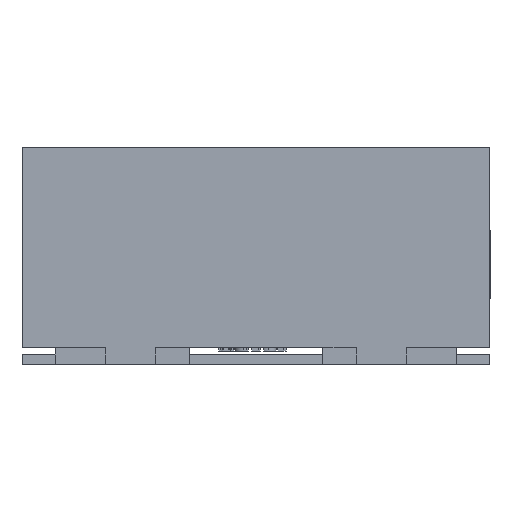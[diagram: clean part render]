
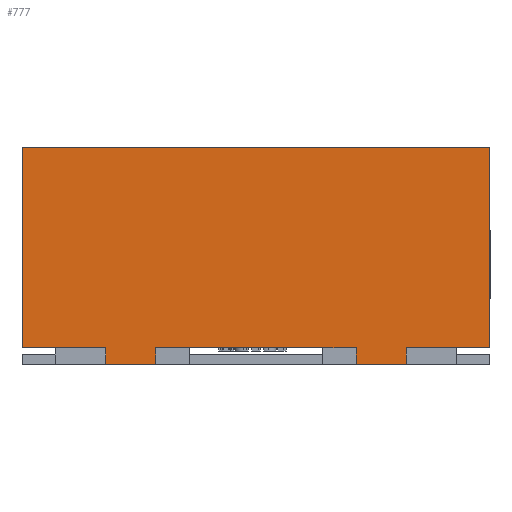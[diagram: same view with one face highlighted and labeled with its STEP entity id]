
A CAD part, front view. The second image highlights one B-rep face of the part: STEP entity #777.
In plain terms, the highlighted planar face has unit normal (0, -1, 0).
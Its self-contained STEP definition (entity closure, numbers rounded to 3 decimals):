
#163 = DIRECTION ( 'NONE',  ( 0., 0., 1. ) ) ;
#674 = EDGE_CURVE ( 'NONE', #1330, #2920, #6483, .T. ) ;
#777 = ADVANCED_FACE ( 'NONE', ( #10755 ), #6756, .T. ) ;
#808 = DIRECTION ( 'NONE',  ( 0., 0., 1. ) ) ;
#1074 = VERTEX_POINT ( 'NONE', #8409 ) ;
#1251 = ORIENTED_EDGE ( 'NONE', *, *, #5400, .F. ) ;
#1330 = VERTEX_POINT ( 'NONE', #12047 ) ;
#1607 = VERTEX_POINT ( 'NONE', #12456 ) ;
#1671 = VECTOR ( 'NONE', #13647, 1000. ) ;
#1762 = VECTOR ( 'NONE', #16487, 1000. ) ;
#1988 = EDGE_CURVE ( 'NONE', #3739, #14819, #2028, .T. ) ;
#2028 = LINE ( 'NONE', #12893, #11129 ) ;
#2086 = LINE ( 'NONE', #12952, #12925 ) ;
#2113 = EDGE_CURVE ( 'NONE', #4735, #2920, #2118, .T. ) ;
#2118 = LINE ( 'NONE', #15846, #2340 ) ;
#2267 = VECTOR ( 'NONE', #163, 1000. ) ;
#2340 = VECTOR ( 'NONE', #10382, 1000. ) ;
#2557 = DIRECTION ( 'NONE',  ( 1., 0., 0. ) ) ;
#2572 = VERTEX_POINT ( 'NONE', #7734 ) ;
#2719 = EDGE_CURVE ( 'NONE', #2572, #3739, #12362, .T. ) ;
#2920 = VERTEX_POINT ( 'NONE', #6811 ) ;
#3011 = ORIENTED_EDGE ( 'NONE', *, *, #674, .F. ) ;
#3029 = DIRECTION ( 'NONE',  ( 0., 0., 1. ) ) ;
#3043 = ORIENTED_EDGE ( 'NONE', *, *, #15644, .F. ) ;
#3511 = ORIENTED_EDGE ( 'NONE', *, *, #14734, .F. ) ;
#3739 = VERTEX_POINT ( 'NONE', #15728 ) ;
#3814 = EDGE_CURVE ( 'NONE', #5132, #14819, #4262, .T. ) ;
#4262 = LINE ( 'NONE', #13722, #8290 ) ;
#4735 = VERTEX_POINT ( 'NONE', #6871 ) ;
#5132 = VERTEX_POINT ( 'NONE', #11348 ) ;
#5270 = DIRECTION ( 'NONE',  ( 0., 0., 1. ) ) ;
#5400 = EDGE_CURVE ( 'NONE', #5132, #1607, #2086, .T. ) ;
#5517 = LINE ( 'NONE', #10928, #2267 ) ;
#5595 = CARTESIAN_POINT ( 'NONE',  ( -0.45, -0.95, -0.65 ) ) ;
#6019 = VERTEX_POINT ( 'NONE', #11215 ) ;
#6250 = AXIS2_PLACEMENT_3D ( 'NONE', #13639, #9428, #8187 ) ;
#6337 = EDGE_CURVE ( 'NONE', #2572, #4735, #5517, .T. ) ;
#6461 = VERTEX_POINT ( 'NONE', #9493 ) ;
#6483 = LINE ( 'NONE', #17498, #17389 ) ;
#6756 = PLANE ( 'NONE',  #6250 ) ;
#6811 = CARTESIAN_POINT ( 'NONE',  ( 0.3, -0.95, -0.6 ) ) ;
#6868 = ORIENTED_EDGE ( 'NONE', *, *, #14370, .T. ) ;
#6871 = CARTESIAN_POINT ( 'NONE',  ( -0.3, -0.95, -0.6 ) ) ;
#7039 = LINE ( 'NONE', #15006, #7630 ) ;
#7630 = VECTOR ( 'NONE', #8391, 1000. ) ;
#7734 = CARTESIAN_POINT ( 'NONE',  ( -0.3, -0.95, -0.65 ) ) ;
#8187 = DIRECTION ( 'NONE',  ( 1., 0., 0. ) ) ;
#8194 = CARTESIAN_POINT ( 'NONE',  ( 0.7, -0.95, -0.6 ) ) ;
#8290 = VECTOR ( 'NONE', #14798, 1000. ) ;
#8391 = DIRECTION ( 'NONE',  ( -1., 0., 0. ) ) ;
#8409 = CARTESIAN_POINT ( 'NONE',  ( 0.45, -0.95, -0.65 ) ) ;
#8485 = ORIENTED_EDGE ( 'NONE', *, *, #9772, .T. ) ;
#8519 = VECTOR ( 'NONE', #16661, 1000. ) ;
#9428 = DIRECTION ( 'NONE',  ( 0., -1., 0. ) ) ;
#9436 = VERTEX_POINT ( 'NONE', #10807 ) ;
#9493 = CARTESIAN_POINT ( 'NONE',  ( 0.45, -0.95, -0.6 ) ) ;
#9517 = LINE ( 'NONE', #15243, #16876 ) ;
#9598 = ORIENTED_EDGE ( 'NONE', *, *, #6337, .T. ) ;
#9772 = EDGE_CURVE ( 'NONE', #6461, #6019, #16342, .T. ) ;
#10376 = LINE ( 'NONE', #10643, #17511 ) ;
#10382 = DIRECTION ( 'NONE',  ( 1., 0., 0. ) ) ;
#10643 = CARTESIAN_POINT ( 'NONE',  ( 0.7, -0.95, 0. ) ) ;
#10755 = FACE_OUTER_BOUND ( 'NONE', #16131, .T. ) ;
#10774 = ORIENTED_EDGE ( 'NONE', *, *, #11855, .T. ) ;
#10807 = CARTESIAN_POINT ( 'NONE',  ( 0.7, -0.95, 0. ) ) ;
#10928 = CARTESIAN_POINT ( 'NONE',  ( -0.3, -0.95, -0.65 ) ) ;
#11129 = VECTOR ( 'NONE', #15586, 1000. ) ;
#11188 = CARTESIAN_POINT ( 'NONE',  ( 0.45, -0.95, -0.65 ) ) ;
#11215 = CARTESIAN_POINT ( 'NONE',  ( 0.7, -0.95, -0.6 ) ) ;
#11348 = CARTESIAN_POINT ( 'NONE',  ( -0.7, -0.95, -0.6 ) ) ;
#11855 = EDGE_CURVE ( 'NONE', #6019, #9436, #9517, .T. ) ;
#12007 = ORIENTED_EDGE ( 'NONE', *, *, #2719, .F. ) ;
#12047 = CARTESIAN_POINT ( 'NONE',  ( 0.3, -0.95, -0.65 ) ) ;
#12362 = LINE ( 'NONE', #5595, #1762 ) ;
#12456 = CARTESIAN_POINT ( 'NONE',  ( -0.7, -0.95, 0. ) ) ;
#12734 = ORIENTED_EDGE ( 'NONE', *, *, #3814, .T. ) ;
#12893 = CARTESIAN_POINT ( 'NONE',  ( -0.45, -0.95, -0.65 ) ) ;
#12925 = VECTOR ( 'NONE', #808, 1000. ) ;
#12952 = CARTESIAN_POINT ( 'NONE',  ( -0.7, -0.95, -0.6 ) ) ;
#13088 = ORIENTED_EDGE ( 'NONE', *, *, #1988, .F. ) ;
#13639 = CARTESIAN_POINT ( 'NONE',  ( 0.7, -0.95, -0.6 ) ) ;
#13647 = DIRECTION ( 'NONE',  ( 1., 0., 0. ) ) ;
#13722 = CARTESIAN_POINT ( 'NONE',  ( 0.7, -0.95, -0.6 ) ) ;
#13977 = ORIENTED_EDGE ( 'NONE', *, *, #2113, .T. ) ;
#14370 = EDGE_CURVE ( 'NONE', #1074, #6461, #16477, .T. ) ;
#14734 = EDGE_CURVE ( 'NONE', #1074, #1330, #7039, .T. ) ;
#14798 = DIRECTION ( 'NONE',  ( 1., 0., 0. ) ) ;
#14819 = VERTEX_POINT ( 'NONE', #15627 ) ;
#15006 = CARTESIAN_POINT ( 'NONE',  ( 0.45, -0.95, -0.65 ) ) ;
#15243 = CARTESIAN_POINT ( 'NONE',  ( 0.7, -0.95, -0.6 ) ) ;
#15586 = DIRECTION ( 'NONE',  ( 0., 0., 1. ) ) ;
#15627 = CARTESIAN_POINT ( 'NONE',  ( -0.45, -0.95, -0.6 ) ) ;
#15644 = EDGE_CURVE ( 'NONE', #1607, #9436, #10376, .T. ) ;
#15728 = CARTESIAN_POINT ( 'NONE',  ( -0.45, -0.95, -0.65 ) ) ;
#15846 = CARTESIAN_POINT ( 'NONE',  ( 0.7, -0.95, -0.6 ) ) ;
#16131 = EDGE_LOOP ( 'NONE', ( #3043, #1251, #12734, #13088, #12007, #9598, #13977, #3011, #3511, #6868, #8485, #10774 ) ) ;
#16342 = LINE ( 'NONE', #8194, #1671 ) ;
#16477 = LINE ( 'NONE', #11188, #8519 ) ;
#16487 = DIRECTION ( 'NONE',  ( -1., 0., 0. ) ) ;
#16661 = DIRECTION ( 'NONE',  ( 0., 0., 1. ) ) ;
#16876 = VECTOR ( 'NONE', #3029, 1000. ) ;
#17389 = VECTOR ( 'NONE', #5270, 1000. ) ;
#17498 = CARTESIAN_POINT ( 'NONE',  ( 0.3, -0.95, -0.65 ) ) ;
#17511 = VECTOR ( 'NONE', #2557, 1000. ) ;
